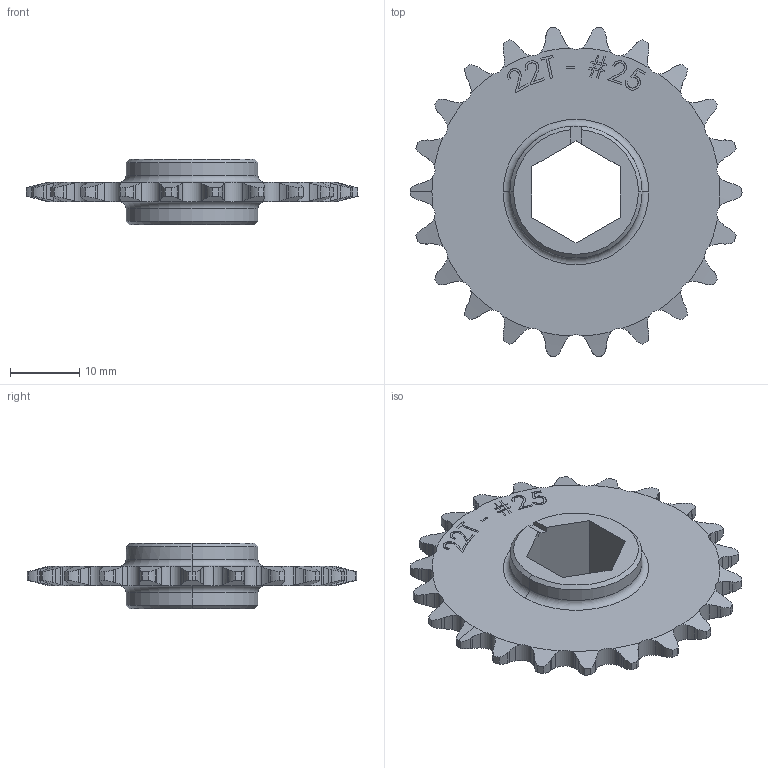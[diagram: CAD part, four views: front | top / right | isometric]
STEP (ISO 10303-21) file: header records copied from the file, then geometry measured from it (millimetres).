
FILE_DESCRIPTION (( 'STEP AP214' ), '1' );
FILE_NAME ('WCP-0560 Rev1.step', '2023-01-03T03:00:20', ( '' ), ( '' ), 'SwSTEP 2.0', 'SolidWorks 2020', '' );
FILE_SCHEMA (( 'AUTOMOTIVE_DESIGN' ));
Length unit declared in the file: inch
Products named in the file (1): WCP-0560 Rev1
Bounding box: 47.96 x 47.59 x 9.53 mm (x, y, z)
Volume: 4749.5 mm3; surface area: 3995 mm2
Topology: 1 solids, 1 shells, 363 faces, 1047 edges, 695 vertices
Faces by surface type: cylinder 149, plane 133, cone 51, bspline 26, torus 4
Entity records: 14107 total; most frequent: CARTESIAN_POINT 5274, ORIENTED_EDGE 2094, DIRECTION 1469, EDGE_CURVE 1047, VERTEX_POINT 695, AXIS2_PLACEMENT_3D 506, LINE 457, VECTOR 457
